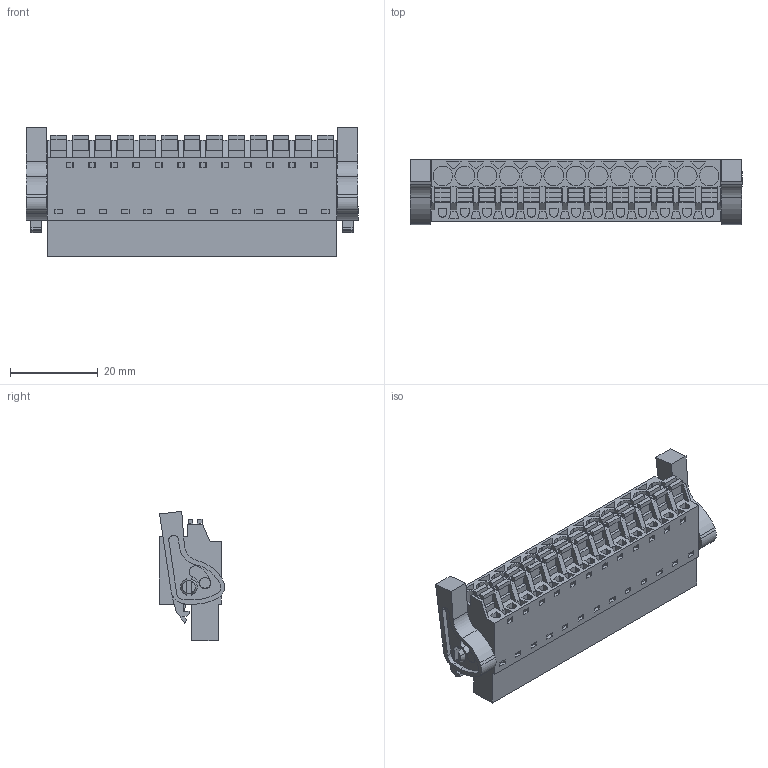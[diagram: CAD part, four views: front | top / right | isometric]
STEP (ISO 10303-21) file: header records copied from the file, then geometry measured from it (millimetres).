
FILE_DESCRIPTION(('CATIA V5 STEP Exchange','CAx-IF Rec.Pracs.--- Model Styling and Organization---1.2---2011-12-15'),'2;1');
FILE_NAME ('D1446631_0_1014490000_1014490000.stp','2017-04-29T06:06:18+00:00',('none'),('Weidmueller'),'CATIA Version 5-6 Release 2014','CATIA V5 STEP AP214','none');
FILE_SCHEMA(('AUTOMOTIVE_DESIGN { 1 0 10303 214 1 1 1 1 }'));
Length unit declared in the file: millimetre
Products named in the file (1): 1014490000
Bounding box: 75.86 x 14.96 x 29.52 mm (x, y, z)
Volume: 16829.5 mm3; surface area: 12166.7 mm2
Topology: 16 solids, 16 shells, 1041 faces, 2972 edges, 2064 vertices
Faces by surface type: plane 876, cylinder 156, cone 8, extrusion 1
Entity records: 33415 total; most frequent: CARTESIAN_POINT 6383, ORIENTED_EDGE 5944, DIRECTION 4256, EDGE_CURVE 2972, VECTOR 2623, LINE 2622, VERTEX_POINT 2064, EDGE_LOOP 1198
